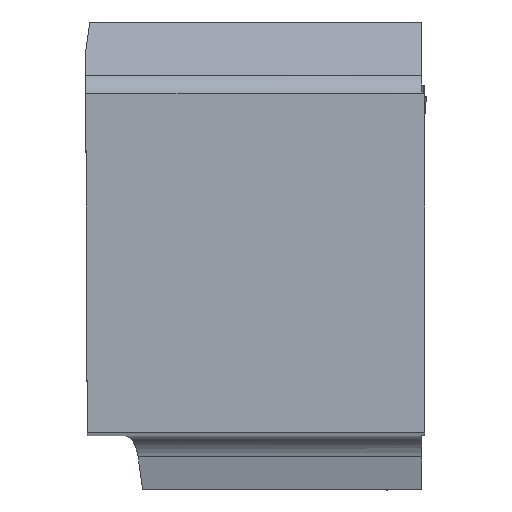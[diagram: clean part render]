
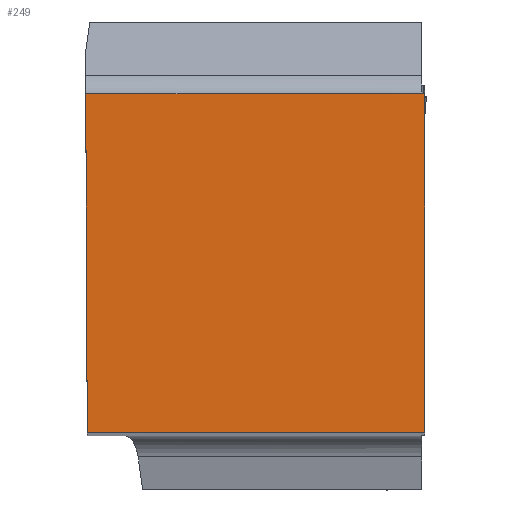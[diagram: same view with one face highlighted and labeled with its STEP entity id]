
A CAD part, top view. The second image highlights one B-rep face of the part: STEP entity #249.
In plain terms, the highlighted planar face has unit normal (0, 0, 1).
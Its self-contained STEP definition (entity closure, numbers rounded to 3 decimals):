
#249=ADVANCED_FACE('CU_BACK_SU1',(#374),#329,.F.);
#329=PLANE('',#1798);
#374=FACE_OUTER_BOUND('',#457,.T.);
#457=EDGE_LOOP('',(#640,#641,#642,#643));
#640=ORIENTED_EDGE('',*,*,#1179,.T.);
#641=ORIENTED_EDGE('',*,*,#1236,.T.);
#642=ORIENTED_EDGE('',*,*,#1237,.T.);
#643=ORIENTED_EDGE('',*,*,#1153,.F.);
#999=VERTEX_POINT('',#2387);
#1000=VERTEX_POINT('',#2389);
#1019=VERTEX_POINT('',#2439);
#1066=VERTEX_POINT('',#2589);
#1153=EDGE_CURVE('',#999,#1000,#1386,.T.);
#1179=EDGE_CURVE('',#999,#1019,#1405,.T.);
#1236=EDGE_CURVE('',#1019,#1066,#1438,.T.);
#1237=EDGE_CURVE('',#1066,#1000,#1439,.T.);
#1386=LINE('',#2388,#1530);
#1405=LINE('',#2440,#1549);
#1438=LINE('',#2588,#1582);
#1439=LINE('',#2590,#1583);
#1530=VECTOR('',#1924,1.);
#1549=VECTOR('',#1969,1.);
#1582=VECTOR('',#2054,1.);
#1583=VECTOR('',#2055,1.);
#1798=AXIS2_PLACEMENT_3D('',#2591,#2056,#2057);
#1924=DIRECTION('',(-0.004,1.,0.));
#1969=DIRECTION('',(1.,0.,0.));
#2054=DIRECTION('',(0.,1.,0.));
#2055=DIRECTION('',(-1.,0.,0.));
#2056=DIRECTION('',(0.,0.,-1.));
#2057=DIRECTION('',(-1.,0.,0.));
#2387=CARTESIAN_POINT('',(0.083,0.,0.));
#2388=CARTESIAN_POINT('',(-0.086,38.766,0.));
#2389=CARTESIAN_POINT('',(0.,18.95,0.));
#2439=CARTESIAN_POINT('',(18.95,0.,0.));
#2440=CARTESIAN_POINT('',(42.008,0.,0.));
#2588=CARTESIAN_POINT('',(18.95,38.95,0.));
#2589=CARTESIAN_POINT('',(18.95,18.95,0.));
#2590=CARTESIAN_POINT('',(42.008,18.95,0.));
#2591=CARTESIAN_POINT('',(42.008,38.95,0.));
